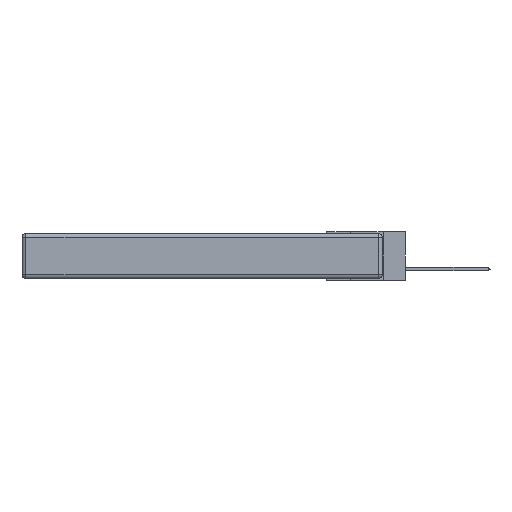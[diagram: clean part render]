
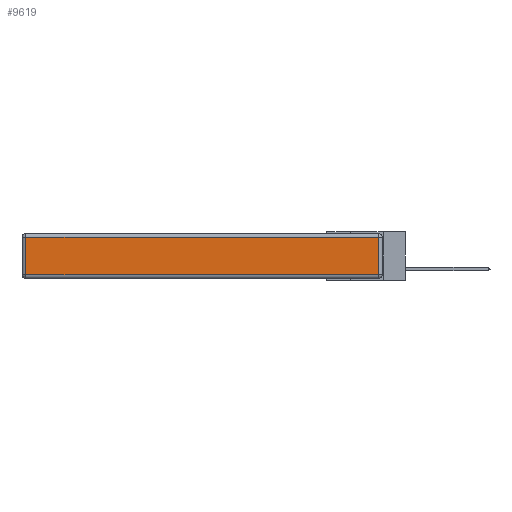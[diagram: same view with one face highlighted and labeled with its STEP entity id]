
A CAD part, left-side view. The second image highlights one B-rep face of the part: STEP entity #9619.
In plain terms, the highlighted planar face has unit normal (-1, 0, 0).
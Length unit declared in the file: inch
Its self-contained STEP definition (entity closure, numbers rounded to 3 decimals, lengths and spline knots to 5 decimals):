
#2214 = CARTESIAN_POINT ( 'NONE',  ( 0., 2.72, -0.343 ) ) ;
#3344 = PLANE ( 'NONE',  #23579 ) ;
#3722 = LINE ( 'NONE', #30622, #24427 ) ;
#4143 = VERTEX_POINT ( 'NONE', #25177 ) ;
#4487 = EDGE_CURVE ( 'NONE', #24859, #4143, #21410, .T. ) ;
#5860 = FACE_OUTER_BOUND ( 'NONE', #25754, .T. ) ;
#5862 = DIRECTION ( 'NONE',  ( 0., 0., 1. ) ) ;
#9112 = VECTOR ( 'NONE', #19327, 39.37008 ) ;
#9619 = ADVANCED_FACE ( 'NONE', ( #5860 ), #3344, .T. ) ;
#13200 = ORIENTED_EDGE ( 'NONE', *, *, #19347, .T. ) ;
#13974 = ORIENTED_EDGE ( 'NONE', *, *, #4487, .T. ) ;
#15870 = CARTESIAN_POINT ( 'NONE',  ( 0., 0.03, -0.313 ) ) ;
#18476 = DIRECTION ( 'NONE',  ( -1., 0., 0. ) ) ;
#19050 = VECTOR ( 'NONE', #31671, 39.37008 ) ;
#19196 = VERTEX_POINT ( 'NONE', #26126 ) ;
#19327 = DIRECTION ( 'NONE',  ( 0., 1., 0. ) ) ;
#19347 = EDGE_CURVE ( 'NONE', #19196, #24859, #19621, .T. ) ;
#19621 = LINE ( 'NONE', #27297, #9112 ) ;
#20128 = CARTESIAN_POINT ( 'NONE',  ( 0., 2.72, -0.03 ) ) ;
#20442 = VECTOR ( 'NONE', #21962, 39.37008 ) ;
#20585 = CARTESIAN_POINT ( 'NONE',  ( 0., 0., -0.343 ) ) ;
#21410 = LINE ( 'NONE', #2214, #19050 ) ;
#21523 = ORIENTED_EDGE ( 'NONE', *, *, #24318, .T. ) ;
#21962 = DIRECTION ( 'NONE',  ( 0., 0., 1. ) ) ;
#23579 = AXIS2_PLACEMENT_3D ( 'NONE', #20585, #18476, #5862 ) ;
#24318 = EDGE_CURVE ( 'NONE', #4143, #26497, #3722, .T. ) ;
#24427 = VECTOR ( 'NONE', #28123, 39.37008 ) ;
#24859 = VERTEX_POINT ( 'NONE', #20128 ) ;
#25177 = CARTESIAN_POINT ( 'NONE',  ( 0., 2.72, -0.313 ) ) ;
#25347 = EDGE_CURVE ( 'NONE', #26497, #19196, #29775, .T. ) ;
#25754 = EDGE_LOOP ( 'NONE', ( #21523, #29323, #13200, #13974 ) ) ;
#26126 = CARTESIAN_POINT ( 'NONE',  ( 0., 0.03, -0.03 ) ) ;
#26497 = VERTEX_POINT ( 'NONE', #15870 ) ;
#27297 = CARTESIAN_POINT ( 'NONE',  ( 0., 2.75, -0.03 ) ) ;
#28123 = DIRECTION ( 'NONE',  ( 0., -1., 0. ) ) ;
#29323 = ORIENTED_EDGE ( 'NONE', *, *, #25347, .T. ) ;
#29775 = LINE ( 'NONE', #31446, #20442 ) ;
#30622 = CARTESIAN_POINT ( 'NONE',  ( 0., 0., -0.313 ) ) ;
#31446 = CARTESIAN_POINT ( 'NONE',  ( 0., 0.03, -0.343 ) ) ;
#31671 = DIRECTION ( 'NONE',  ( 0., 0., -1. ) ) ;
